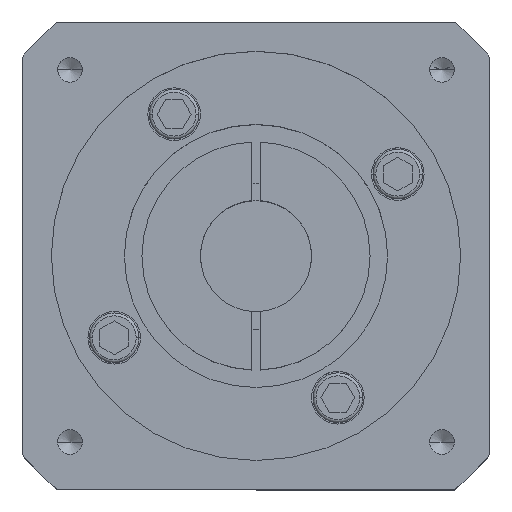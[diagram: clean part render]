
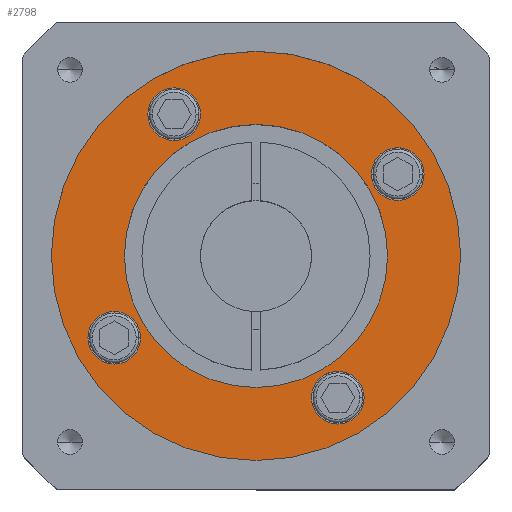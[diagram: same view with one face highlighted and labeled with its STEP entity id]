
A CAD part, top view. The second image highlights one B-rep face of the part: STEP entity #2798.
In plain terms, the highlighted planar face has unit normal (0, 0, 1).
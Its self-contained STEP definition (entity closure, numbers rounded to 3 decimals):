
#26 = EDGE_LOOP ( 'NONE', ( #3711, #2801 ) ) ;
#85 = AXIS2_PLACEMENT_3D ( 'NONE', #1392, #440, #2814 ) ;
#224 = FACE_BOUND ( 'NONE', #1251, .T. ) ;
#237 = CIRCLE ( 'NONE', #2750, 22.5 ) ;
#440 = DIRECTION ( 'NONE',  ( 0., 0., 1. ) ) ;
#531 = FACE_BOUND ( 'NONE', #2079, .T. ) ;
#639 = VERTEX_POINT ( 'NONE', #1121 ) ;
#716 = CARTESIAN_POINT ( 'NONE',  ( 24.249, 14., 19. ) ) ;
#748 = VERTEX_POINT ( 'NONE', #2465 ) ;
#790 = EDGE_CURVE ( 'NONE', #5015, #748, #5006, .T. ) ;
#818 = ORIENTED_EDGE ( 'NONE', *, *, #1364, .F. ) ;
#822 = DIRECTION ( 'NONE',  ( 0., 0., 1. ) ) ;
#880 = DIRECTION ( 'NONE',  ( 0., 0., 1. ) ) ;
#909 = ORIENTED_EDGE ( 'NONE', *, *, #2463, .F. ) ;
#962 = DIRECTION ( 'NONE',  ( 1., 0., 0. ) ) ;
#981 = DIRECTION ( 'NONE',  ( 1., 0., 0. ) ) ;
#1008 = CIRCLE ( 'NONE', #2443, 4.5 ) ;
#1109 = CARTESIAN_POINT ( 'NONE',  ( 14., -24.249, 19. ) ) ;
#1111 = CARTESIAN_POINT ( 'NONE',  ( 0., 0., 19. ) ) ;
#1121 = CARTESIAN_POINT ( 'NONE',  ( 9.5, -24.249, 19. ) ) ;
#1177 = DIRECTION ( 'NONE',  ( 1., 0., 0. ) ) ;
#1233 = PLANE ( 'NONE',  #2009 ) ;
#1251 = EDGE_LOOP ( 'NONE', ( #3558, #5462 ) ) ;
#1257 = CARTESIAN_POINT ( 'NONE',  ( 0., 0., 19. ) ) ;
#1320 = EDGE_CURVE ( 'NONE', #2116, #1905, #1481, .T. ) ;
#1330 = EDGE_CURVE ( 'NONE', #5082, #639, #1353, .T. ) ;
#1353 = CIRCLE ( 'NONE', #4053, 4.5 ) ;
#1364 = EDGE_CURVE ( 'NONE', #5224, #2508, #2297, .T. ) ;
#1370 = EDGE_CURVE ( 'NONE', #4129, #3561, #4564, .T. ) ;
#1379 = DIRECTION ( 'NONE',  ( 1., 0., 0. ) ) ;
#1389 = EDGE_CURVE ( 'NONE', #3702, #2990, #3254, .T. ) ;
#1392 = CARTESIAN_POINT ( 'NONE',  ( -14., 24.249, 19. ) ) ;
#1398 = DIRECTION ( 'NONE',  ( 0., 0., 1. ) ) ;
#1481 = CIRCLE ( 'NONE', #4076, 4.5 ) ;
#1498 = FACE_BOUND ( 'NONE', #26, .T. ) ;
#1681 = CARTESIAN_POINT ( 'NONE',  ( 0., 0., 19. ) ) ;
#1781 = CARTESIAN_POINT ( 'NONE',  ( 19.749, 14., 19. ) ) ;
#1797 = DIRECTION ( 'NONE',  ( 0., 0., 1. ) ) ;
#1836 = ORIENTED_EDGE ( 'NONE', *, *, #2385, .F. ) ;
#1905 = VERTEX_POINT ( 'NONE', #1781 ) ;
#2006 = CARTESIAN_POINT ( 'NONE',  ( -24.249, -14., 19. ) ) ;
#2009 = AXIS2_PLACEMENT_3D ( 'NONE', #1257, #1398, #1379 ) ;
#2025 = EDGE_LOOP ( 'NONE', ( #818, #1836 ) ) ;
#2079 = EDGE_LOOP ( 'NONE', ( #4880, #4669 ) ) ;
#2104 = CIRCLE ( 'NONE', #2424, 4.5 ) ;
#2116 = VERTEX_POINT ( 'NONE', #4905 ) ;
#2297 = CIRCLE ( 'NONE', #4026, 4.5 ) ;
#2311 = EDGE_CURVE ( 'NONE', #748, #5015, #237, .T. ) ;
#2385 = EDGE_CURVE ( 'NONE', #2508, #5224, #3003, .T. ) ;
#2424 = AXIS2_PLACEMENT_3D ( 'NONE', #3894, #3675, #2591 ) ;
#2443 = AXIS2_PLACEMENT_3D ( 'NONE', #5296, #5316, #5331 ) ;
#2463 = EDGE_CURVE ( 'NONE', #1905, #2116, #1008, .T. ) ;
#2465 = CARTESIAN_POINT ( 'NONE',  ( -22.5, 0., 19. ) ) ;
#2475 = EDGE_CURVE ( 'NONE', #639, #5082, #2104, .T. ) ;
#2508 = VERTEX_POINT ( 'NONE', #5785 ) ;
#2565 = DIRECTION ( 'NONE',  ( 1., 0., 0. ) ) ;
#2591 = DIRECTION ( 'NONE',  ( 1., 0., 0. ) ) ;
#2604 = AXIS2_PLACEMENT_3D ( 'NONE', #2006, #3829, #5177 ) ;
#2631 = CIRCLE ( 'NONE', #85, 4.5 ) ;
#2637 = DIRECTION ( 'NONE',  ( 1., 0., 0. ) ) ;
#2689 = DIRECTION ( 'NONE',  ( 1., 0., 0. ) ) ;
#2750 = AXIS2_PLACEMENT_3D ( 'NONE', #1111, #5375, #2565 ) ;
#2770 = FACE_BOUND ( 'NONE', #4524, .T. ) ;
#2798 = ADVANCED_FACE ( 'NONE', ( #531, #3960, #1498, #2770, #224, #5121 ), #1233, .T. ) ;
#2801 = ORIENTED_EDGE ( 'NONE', *, *, #2475, .F. ) ;
#2814 = DIRECTION ( 'NONE',  ( 1., 0., 0. ) ) ;
#2942 = EDGE_CURVE ( 'NONE', #2990, #3702, #5090, .T. ) ;
#2990 = VERTEX_POINT ( 'NONE', #3549 ) ;
#3003 = CIRCLE ( 'NONE', #2604, 4.5 ) ;
#3029 = EDGE_LOOP ( 'NONE', ( #5221, #3352 ) ) ;
#3201 = DIRECTION ( 'NONE',  ( 1., 0., 0. ) ) ;
#3247 = ORIENTED_EDGE ( 'NONE', *, *, #1320, .F. ) ;
#3254 = CIRCLE ( 'NONE', #3987, 35. ) ;
#3352 = ORIENTED_EDGE ( 'NONE', *, *, #2942, .T. ) ;
#3416 = CARTESIAN_POINT ( 'NONE',  ( -19.749, -14., 19. ) ) ;
#3549 = CARTESIAN_POINT ( 'NONE',  ( -35., 0., 19. ) ) ;
#3557 = DIRECTION ( 'NONE',  ( 0., 0., 1. ) ) ;
#3558 = ORIENTED_EDGE ( 'NONE', *, *, #790, .F. ) ;
#3561 = VERTEX_POINT ( 'NONE', #5226 ) ;
#3675 = DIRECTION ( 'NONE',  ( 0., 0., 1. ) ) ;
#3702 = VERTEX_POINT ( 'NONE', #4135 ) ;
#3711 = ORIENTED_EDGE ( 'NONE', *, *, #1330, .F. ) ;
#3829 = DIRECTION ( 'NONE',  ( 0., 0., 1. ) ) ;
#3894 = CARTESIAN_POINT ( 'NONE',  ( 14., -24.249, 19. ) ) ;
#3960 = FACE_BOUND ( 'NONE', #2025, .T. ) ;
#3987 = AXIS2_PLACEMENT_3D ( 'NONE', #1681, #3557, #4512 ) ;
#4010 = AXIS2_PLACEMENT_3D ( 'NONE', #4021, #1797, #2689 ) ;
#4021 = CARTESIAN_POINT ( 'NONE',  ( -14., 24.249, 19. ) ) ;
#4026 = AXIS2_PLACEMENT_3D ( 'NONE', #4792, #4628, #3201 ) ;
#4053 = AXIS2_PLACEMENT_3D ( 'NONE', #1109, #880, #981 ) ;
#4076 = AXIS2_PLACEMENT_3D ( 'NONE', #716, #822, #962 ) ;
#4129 = VERTEX_POINT ( 'NONE', #5229 ) ;
#4135 = CARTESIAN_POINT ( 'NONE',  ( 35., 0., 19. ) ) ;
#4512 = DIRECTION ( 'NONE',  ( 1., 0., 0. ) ) ;
#4524 = EDGE_LOOP ( 'NONE', ( #3247, #909 ) ) ;
#4564 = CIRCLE ( 'NONE', #4010, 4.5 ) ;
#4628 = DIRECTION ( 'NONE',  ( 0., 0., 1. ) ) ;
#4669 = ORIENTED_EDGE ( 'NONE', *, *, #5763, .F. ) ;
#4757 = AXIS2_PLACEMENT_3D ( 'NONE', #4862, #5724, #2637 ) ;
#4792 = CARTESIAN_POINT ( 'NONE',  ( -24.249, -14., 19. ) ) ;
#4862 = CARTESIAN_POINT ( 'NONE',  ( 0., 0., 19. ) ) ;
#4880 = ORIENTED_EDGE ( 'NONE', *, *, #1370, .F. ) ;
#4905 = CARTESIAN_POINT ( 'NONE',  ( 28.749, 14., 19. ) ) ;
#5006 = CIRCLE ( 'NONE', #4757, 22.5 ) ;
#5015 = VERTEX_POINT ( 'NONE', #5068 ) ;
#5068 = CARTESIAN_POINT ( 'NONE',  ( 22.5, 0., 19. ) ) ;
#5082 = VERTEX_POINT ( 'NONE', #5651 ) ;
#5090 = CIRCLE ( 'NONE', #5726, 35. ) ;
#5121 = FACE_OUTER_BOUND ( 'NONE', #3029, .T. ) ;
#5177 = DIRECTION ( 'NONE',  ( 1., 0., 0. ) ) ;
#5221 = ORIENTED_EDGE ( 'NONE', *, *, #1389, .T. ) ;
#5224 = VERTEX_POINT ( 'NONE', #3416 ) ;
#5226 = CARTESIAN_POINT ( 'NONE',  ( -18.5, 24.249, 19. ) ) ;
#5229 = CARTESIAN_POINT ( 'NONE',  ( -9.5, 24.249, 19. ) ) ;
#5296 = CARTESIAN_POINT ( 'NONE',  ( 24.249, 14., 19. ) ) ;
#5316 = DIRECTION ( 'NONE',  ( 0., 0., 1. ) ) ;
#5331 = DIRECTION ( 'NONE',  ( 1., 0., 0. ) ) ;
#5375 = DIRECTION ( 'NONE',  ( 0., 0., 1. ) ) ;
#5462 = ORIENTED_EDGE ( 'NONE', *, *, #2311, .F. ) ;
#5479 = DIRECTION ( 'NONE',  ( 0., 0., 1. ) ) ;
#5557 = CARTESIAN_POINT ( 'NONE',  ( 0., 0., 19. ) ) ;
#5651 = CARTESIAN_POINT ( 'NONE',  ( 18.5, -24.249, 19. ) ) ;
#5724 = DIRECTION ( 'NONE',  ( 0., 0., 1. ) ) ;
#5726 = AXIS2_PLACEMENT_3D ( 'NONE', #5557, #5479, #1177 ) ;
#5763 = EDGE_CURVE ( 'NONE', #3561, #4129, #2631, .T. ) ;
#5785 = CARTESIAN_POINT ( 'NONE',  ( -28.749, -14., 19. ) ) ;
